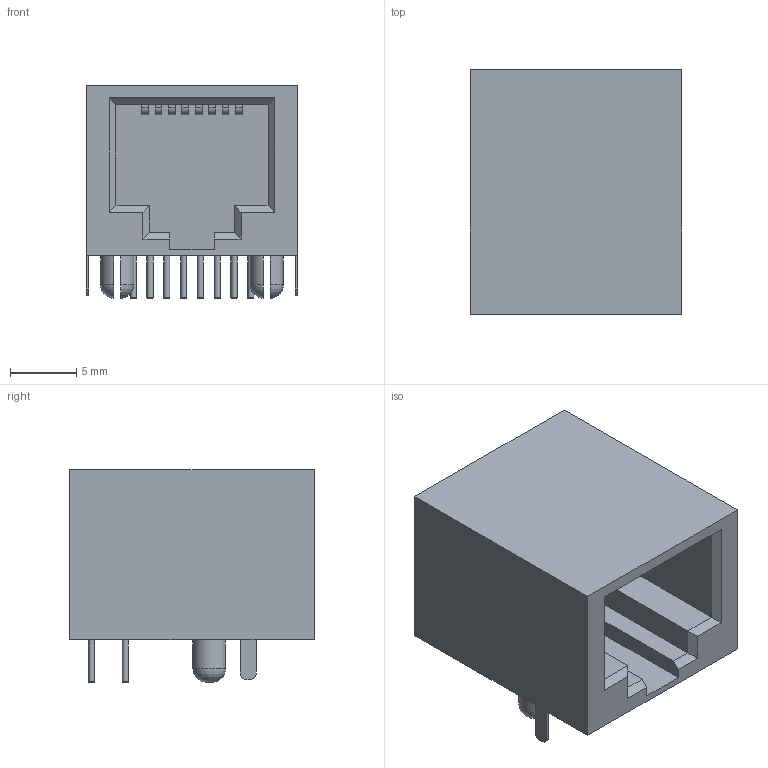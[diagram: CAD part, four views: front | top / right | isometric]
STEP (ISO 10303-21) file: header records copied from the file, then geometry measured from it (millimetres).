
FILE_DESCRIPTION(('FreeCAD Model'),'2;1');
FILE_NAME('Open CASCADE Shape Model','2023-12-09T10:04:40',(''),(''), 'Open CASCADE STEP processor 7.7','FreeCAD','Unknown');
FILE_SCHEMA(('AUTOMOTIVE_DESIGN { 1 0 10303 214 1 1 1 1 }'));
Length unit declared in the file: millimetre
Products named in the file (1): Body
Bounding box: 16 x 18.5 x 16.05 mm (x, y, z)
Volume: 2621.9 mm3; surface area: 2199.6 mm2
Topology: 1 solids, 1 shells, 128 faces, 315 edges, 200 vertices
Faces by surface type: plane 88, cylinder 26, torus 8, revolution 6
Full cylindrical faces by diameter (mm): 0.46 x8
Entity records: 9554 total; most frequent: CARTESIAN_POINT 3116, DIRECTION 1219, LINE 799, VECTOR 799, ORIENTED_EDGE 630, PCURVE 630, DEFINITIONAL_REPRESENTATION 630, EDGE_CURVE 315
